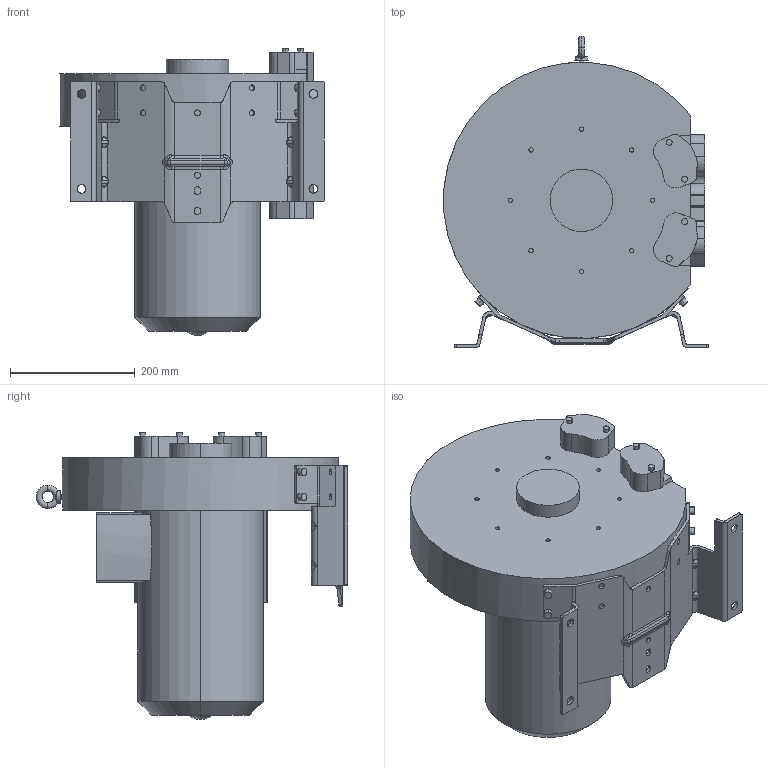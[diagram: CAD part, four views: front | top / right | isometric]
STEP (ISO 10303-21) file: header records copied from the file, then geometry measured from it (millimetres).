
FILE_DESCRIPTION (( 'STEP AP203' ), '1' );
FILE_NAME ('4RB610-0AQ26-1.STEP', '2025-05-15T06:34:41', ( '' ), ( '' ), 'SwSTEP 2.0', 'SolidWorks 2025', '' );
FILE_SCHEMA (( 'CONFIG_CONTROL_DESIGN' ));
Length unit declared in the file: millimetre
Products named in the file (1): 4RB610-0AQ26-1
Bounding box: 423.45 x 498.78 x 459.38 mm (x, y, z)
Volume: 25874696 mm3; surface area: 953304.8 mm2
Topology: 1 solids, 1 shells, 505 faces, 1292 edges, 825 vertices
Faces by surface type: cylinder 242, plane 159, bspline 80, torus 10, cone 7, sphere 7
Entity records: 24208 total; most frequent: CARTESIAN_POINT 12828, ORIENTED_EDGE 2584, DIRECTION 2038, EDGE_CURVE 1292, VERTEX_POINT 825, AXIS2_PLACEMENT_3D 784, EDGE_LOOP 565, ADVANCED_FACE 505
